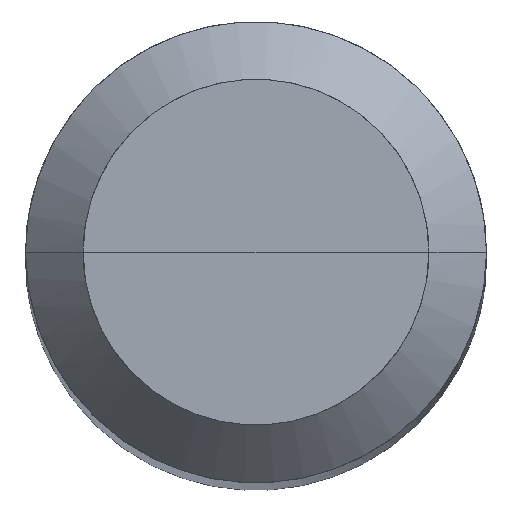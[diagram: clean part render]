
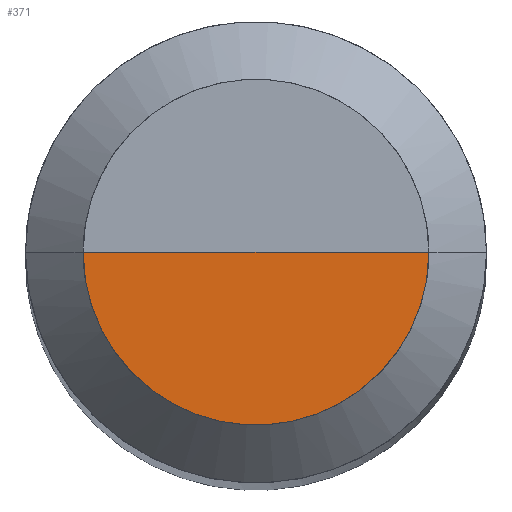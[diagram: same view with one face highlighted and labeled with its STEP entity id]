
A CAD part, top view. The second image highlights one B-rep face of the part: STEP entity #371.
In plain terms, the highlighted free-form (B-spline) face has degree [1, 2] with [2, 5] control points.
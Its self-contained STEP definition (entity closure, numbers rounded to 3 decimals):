
#88=CARTESIAN_POINT('',(-1.5,0.,37.947));
#89=CARTESIAN_POINT('',(-1.5,-1.5,37.947));
#90=CARTESIAN_POINT('',(0.,-1.5,37.947));
#91=CARTESIAN_POINT('',(1.5,-1.5,37.947));
#92=CARTESIAN_POINT('',(1.5,0.,37.947));
#93=CARTESIAN_POINT('',(0.,0.,37.947));
#356=(
BOUNDED_SURFACE()
B_SPLINE_SURFACE(1,2,(
(#88,#89,#90,#91,#92),
(#93,#93,#93,#93,#93)
), .UNSPECIFIED.,.F.,.F.,.F.)
B_SPLINE_SURFACE_WITH_KNOTS((2,2),(3,2,3),(
0.,1.),(
0.,0.5,1.), .UNSPECIFIED.)
GEOMETRIC_REPRESENTATION_ITEM()
RATIONAL_B_SPLINE_SURFACE(((1.,0.707,1.,0.707,1.),
(1.,0.707,1.,0.707,1.)
))
REPRESENTATION_ITEM('')
SURFACE()
);
#357=(
BOUNDED_CURVE()
B_SPLINE_CURVE(2,(#92,#91,#90,#89,#88),.UNSPECIFIED.,.F.,.F.)
B_SPLINE_CURVE_WITH_KNOTS((3,2,3),
(0.,0.5,1.),.UNSPECIFIED.)
CURVE()
GEOMETRIC_REPRESENTATION_ITEM()
RATIONAL_B_SPLINE_CURVE((1.,0.707,1.,0.707,1.))
REPRESENTATION_ITEM('')
);
#358=(
BOUNDED_CURVE()
B_SPLINE_CURVE(1,(#88,#93),.UNSPECIFIED.,.F.,.F.)
B_SPLINE_CURVE_WITH_KNOTS((2,2),
(0.,1.),.UNSPECIFIED.)
CURVE()
GEOMETRIC_REPRESENTATION_ITEM()
RATIONAL_B_SPLINE_CURVE((1.,1.))
REPRESENTATION_ITEM('')
);
#359=(
BOUNDED_CURVE()
B_SPLINE_CURVE(1,(#93,#92),.UNSPECIFIED.,.F.,.F.)
B_SPLINE_CURVE_WITH_KNOTS((2,2),
(0.,1.),.UNSPECIFIED.)
CURVE()
GEOMETRIC_REPRESENTATION_ITEM()
RATIONAL_B_SPLINE_CURVE((1.,1.))
REPRESENTATION_ITEM('')
);
#360=VERTEX_POINT('',#88);
#361=VERTEX_POINT('',#92);
#362=VERTEX_POINT('',#93);
#363=EDGE_CURVE('',#361,#360,#357,.T.);
#364=EDGE_CURVE('',#360,#362,#358,.T.);
#365=EDGE_CURVE('',#362,#361,#359,.T.);
#366=ORIENTED_EDGE('',*,*,#363,.T.);
#367=ORIENTED_EDGE('',*,*,#364,.T.);
#368=ORIENTED_EDGE('',*,*,#365,.T.);
#369=EDGE_LOOP('',(#366,#367,#368));
#370=FACE_OUTER_BOUND('',#369,.T.);
#371=ADVANCED_FACE('',(#370),#356,.T.);
